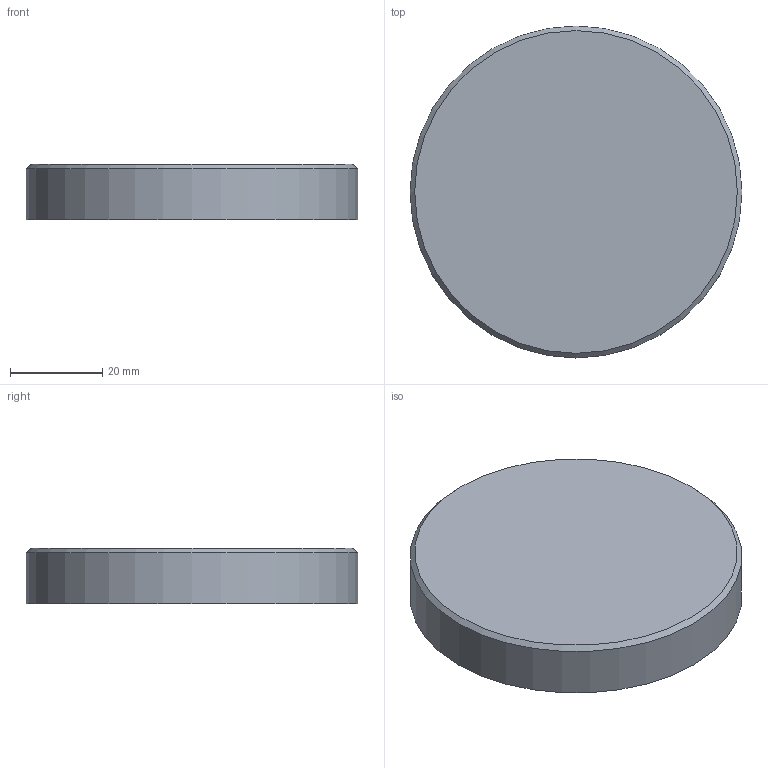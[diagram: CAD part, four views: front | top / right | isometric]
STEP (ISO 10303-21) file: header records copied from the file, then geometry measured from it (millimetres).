
FILE_DESCRIPTION(/* description */ (''),/* implementation_level */ '2;1');
FILE_NAME(/* name */ 'hopper 68mm cover.step',/* time_stamp */ '2024-04-10T17:34:33+02:00',/* author */ (''),/* organization */ (''),/* preprocessor_version */ 'ST-DEVELOPER v20',/* originating_system */ 'Autodesk Translation Framework v12.20.1.177',/* authorisation */ '');
FILE_SCHEMA (('AUTOMOTIVE_DESIGN { 1 0 10303 214 3 1 1 }'));
Length unit declared in the file: millimetre
Products named in the file (1): hopper 68mm
Bounding box: 72 x 72 x 12 mm (x, y, z)
Volume: 9839.3 mm3; surface area: 13262.6 mm2
Topology: 1 solids, 1 shells, 12 faces, 23 edges, 14 vertices
Faces by surface type: plane 5, cylinder 3, bspline 2, cone 2
Full cylindrical faces by diameter (mm): 69 x2, 72 x1
Entity records: 644 total; most frequent: CARTESIAN_POINT 358, DIRECTION 50, ORIENTED_EDGE 46, EDGE_CURVE 23, AXIS2_PLACEMENT_3D 21, VERTEX_POINT 14, EDGE_LOOP 13, FACE_OUTER_BOUND 12
